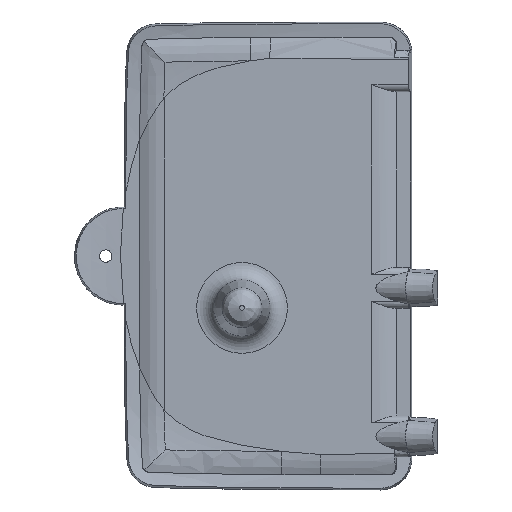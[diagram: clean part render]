
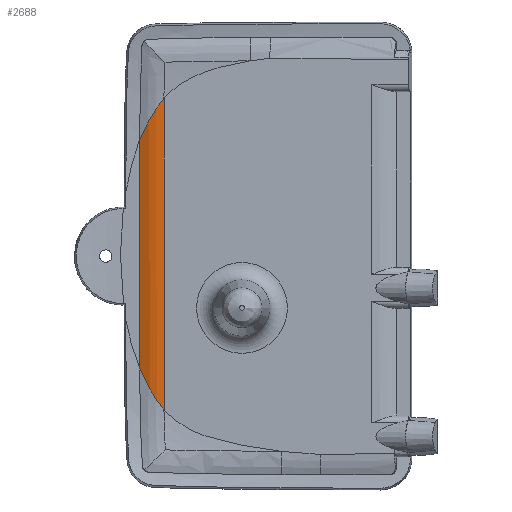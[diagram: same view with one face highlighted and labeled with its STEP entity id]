
A CAD part, top view. The second image highlights one B-rep face of the part: STEP entity #2688.
In plain terms, the highlighted cylindrical face has radius 7 mm (diameter 14 mm), a partial arc.
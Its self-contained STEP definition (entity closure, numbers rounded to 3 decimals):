
#30=CYLINDRICAL_SURFACE('',#2823,7.);
#354=B_SPLINE_CURVE_WITH_KNOTS('',3,(#10232,#10233,#10234,#10235,#10236,
#10237),.UNSPECIFIED.,.F.,.F.,(4,2,4),(-0.721,-0.32,
0.),.UNSPECIFIED.);
#363=B_SPLINE_CURVE_WITH_KNOTS('',3,(#10292,#10293,#10294,#10295),
 .UNSPECIFIED.,.F.,.F.,(4,4),(0.,0.009),.UNSPECIFIED.);
#364=B_SPLINE_CURVE_WITH_KNOTS('',3,(#10297,#10298,#10299,#10300,#10301,
#10302),.UNSPECIFIED.,.F.,.F.,(4,2,4),(0.,0.365,0.765),
 .UNSPECIFIED.);
#365=B_SPLINE_CURVE_WITH_KNOTS('',3,(#10303,#10304,#10305,#10306),
 .UNSPECIFIED.,.F.,.F.,(4,4),(0.003,0.011),
 .UNSPECIFIED.);
#542=FACE_OUTER_BOUND('',#660,.T.);
#660=EDGE_LOOP('',(#2393,#2394,#2395,#2396,#2397,#2398));
#688=LINE('',#3353,#762);
#745=LINE('',#5916,#819);
#762=VECTOR('',#2873,7.);
#819=VECTOR('',#3078,10.);
#893=VERTEX_POINT('',#3236);
#894=VERTEX_POINT('',#3352);
#1047=VERTEX_POINT('',#5864);
#1049=VERTEX_POINT('',#5915);
#1173=VERTEX_POINT('',#10231);
#1181=VERTEX_POINT('',#10296);
#1239=EDGE_CURVE('',#894,#893,#688,.T.);
#1456=EDGE_CURVE('',#1047,#1049,#745,.T.);
#1606=EDGE_CURVE('',#1049,#1173,#354,.T.);
#1615=EDGE_CURVE('',#893,#1173,#363,.T.);
#1616=EDGE_CURVE('',#1047,#1181,#364,.T.);
#1617=EDGE_CURVE('',#1181,#894,#365,.T.);
#2393=ORIENTED_EDGE('',*,*,#1239,.T.);
#2394=ORIENTED_EDGE('',*,*,#1615,.T.);
#2395=ORIENTED_EDGE('',*,*,#1606,.F.);
#2396=ORIENTED_EDGE('',*,*,#1456,.F.);
#2397=ORIENTED_EDGE('',*,*,#1616,.T.);
#2398=ORIENTED_EDGE('',*,*,#1617,.T.);
#2688=ADVANCED_FACE('',(#542),#30,.T.);
#2823=AXIS2_PLACEMENT_3D('',#10291,#3130,#3131);
#2873=DIRECTION('',(0.,1.,0.));
#3078=DIRECTION('',(0.,1.,0.));
#3130=DIRECTION('center_axis',(0.,1.,0.));
#3131=DIRECTION('ref_axis',(-0.515,0.,0.857));
#3236=CARTESIAN_POINT('',(-61.377,22.888,-27.77));
#3352=CARTESIAN_POINT('',(-61.377,-22.888,-27.77));
#3353=CARTESIAN_POINT('',(-61.377,14.397,-27.77));
#5864=CARTESIAN_POINT('',(-64.982,-16.661,-28.77));
#5915=CARTESIAN_POINT('',(-64.982,16.797,-28.77));
#5916=CARTESIAN_POINT('',(-64.982,14.397,-28.77));
#10231=CARTESIAN_POINT('',(-61.438,22.817,-27.77));
#10232=CARTESIAN_POINT('Ctrl Pts',(-64.982,16.797,-28.77));
#10233=CARTESIAN_POINT('Ctrl Pts',(-64.477,17.84,-28.466));
#10234=CARTESIAN_POINT('Ctrl Pts',(-63.9,19.064,-28.203));
#10235=CARTESIAN_POINT('Ctrl Pts',(-62.683,21.141,-27.87));
#10236=CARTESIAN_POINT('Ctrl Pts',(-62.1,21.983,-27.776));
#10237=CARTESIAN_POINT('Ctrl Pts',(-61.438,22.817,-27.77));
#10291=CARTESIAN_POINT('Origin',(-61.377,14.397,-34.77));
#10292=CARTESIAN_POINT('Ctrl Pts',(-61.377,22.888,-27.77));
#10293=CARTESIAN_POINT('Ctrl Pts',(-61.398,22.865,-27.77));
#10294=CARTESIAN_POINT('Ctrl Pts',(-61.418,22.841,-27.77));
#10295=CARTESIAN_POINT('Ctrl Pts',(-61.438,22.817,-27.77));
#10296=CARTESIAN_POINT('',(-61.426,-22.833,-27.77));
#10297=CARTESIAN_POINT('Ctrl Pts',(-64.982,-16.661,-28.77));
#10298=CARTESIAN_POINT('Ctrl Pts',(-64.47,-17.72,
-28.462));
#10299=CARTESIAN_POINT('Ctrl Pts',(-63.928,-18.884,
-28.224));
#10300=CARTESIAN_POINT('Ctrl Pts',(-62.719,-21.101,
-27.868));
#10301=CARTESIAN_POINT('Ctrl Pts',(-62.102,-22.025,
-27.775));
#10302=CARTESIAN_POINT('Ctrl Pts',(-61.426,-22.833,
-27.77));
#10303=CARTESIAN_POINT('Ctrl Pts',(-61.426,-22.833,-27.77));
#10304=CARTESIAN_POINT('Ctrl Pts',(-61.41,-22.852,
-27.77));
#10305=CARTESIAN_POINT('Ctrl Pts',(-61.394,-22.871,
-27.77));
#10306=CARTESIAN_POINT('Ctrl Pts',(-61.377,-22.888,
-27.77));
